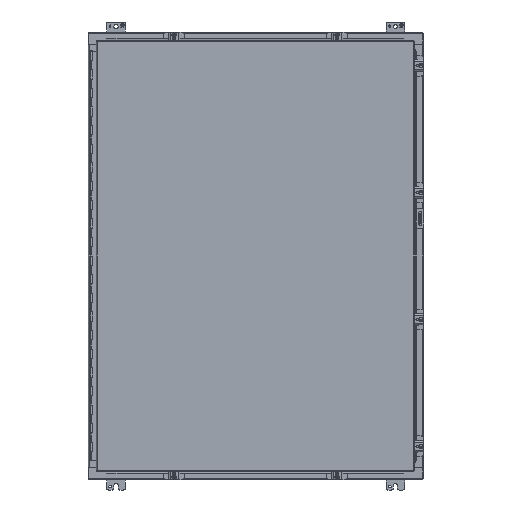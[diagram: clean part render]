
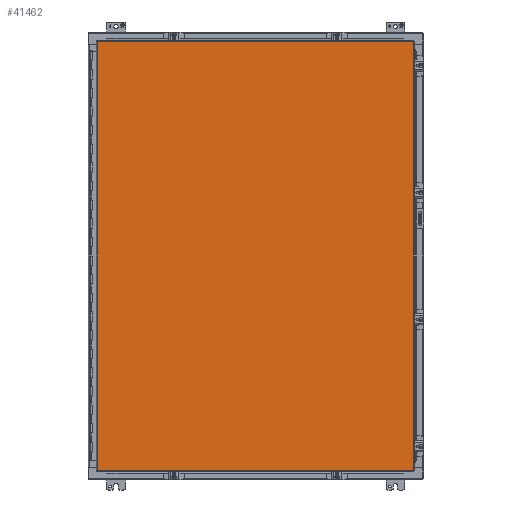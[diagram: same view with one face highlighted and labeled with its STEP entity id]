
A CAD part, front view. The second image highlights one B-rep face of the part: STEP entity #41462.
In plain terms, the highlighted planar face has unit normal (0, -1, 0).
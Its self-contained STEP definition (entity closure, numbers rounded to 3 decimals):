
#173 = CARTESIAN_POINT ( 'NONE',  ( -17.017, -13.21, -22.995 ) ) ;
#1908 = VERTEX_POINT ( 'NONE', #56020 ) ;
#2689 = DIRECTION ( 'NONE',  ( 0., 0., -1. ) ) ;
#3031 = FACE_OUTER_BOUND ( 'NONE', #70468, .T. ) ;
#5737 = ORIENTED_EDGE ( 'NONE', *, *, #39075, .F. ) ;
#6159 = CARTESIAN_POINT ( 'NONE',  ( 16.955, -13.21, -22.994 ) ) ;
#6514 = VERTEX_POINT ( 'NONE', #65021 ) ;
#7188 = ORIENTED_EDGE ( 'NONE', *, *, #27237, .F. ) ;
#7232 = LINE ( 'NONE', #6159, #21185 ) ;
#7770 = DIRECTION ( 'NONE',  ( 0., 0., -1. ) ) ;
#10557 = EDGE_CURVE ( 'NONE', #38537, #6514, #17703, .T. ) ;
#11773 = VECTOR ( 'NONE', #7770, 39.37 ) ;
#15268 = VERTEX_POINT ( 'NONE', #27362 ) ;
#17703 = LINE ( 'NONE', #39827, #42668 ) ;
#18452 = CARTESIAN_POINT ( 'NONE',  ( 16.955, -13.21, 22.994 ) ) ;
#19062 = PLANE ( 'NONE',  #25303 ) ;
#19319 = VECTOR ( 'NONE', #27918, 39.37 ) ;
#21185 = VECTOR ( 'NONE', #44667, 39.37 ) ;
#25303 = AXIS2_PLACEMENT_3D ( 'NONE', #68689, #41535, #2689 ) ;
#27237 = EDGE_CURVE ( 'NONE', #1908, #38537, #7232, .T. ) ;
#27362 = CARTESIAN_POINT ( 'NONE',  ( 16.955, -13.21, 22.994 ) ) ;
#27918 = DIRECTION ( 'NONE',  ( 1., 0., 0. ) ) ;
#28827 = LINE ( 'NONE', #18452, #11773 ) ;
#37755 = ORIENTED_EDGE ( 'NONE', *, *, #44563, .F. ) ;
#38537 = VERTEX_POINT ( 'NONE', #173 ) ;
#39075 = EDGE_CURVE ( 'NONE', #6514, #15268, #48598, .T. ) ;
#39827 = CARTESIAN_POINT ( 'NONE',  ( -17.017, -13.21, -22.994 ) ) ;
#41462 = ADVANCED_FACE ( 'NONE', ( #3031 ), #19062, .T. ) ;
#41535 = DIRECTION ( 'NONE',  ( 0., -1., 0. ) ) ;
#42094 = ORIENTED_EDGE ( 'NONE', *, *, #10557, .F. ) ;
#42668 = VECTOR ( 'NONE', #45532, 39.37 ) ;
#44563 = EDGE_CURVE ( 'NONE', #15268, #1908, #28827, .T. ) ;
#44667 = DIRECTION ( 'NONE',  ( -1., 0., 0. ) ) ;
#45532 = DIRECTION ( 'NONE',  ( 0., 0., 1. ) ) ;
#48598 = LINE ( 'NONE', #58967, #19319 ) ;
#56020 = CARTESIAN_POINT ( 'NONE',  ( 16.955, -13.21, -22.995 ) ) ;
#58967 = CARTESIAN_POINT ( 'NONE',  ( -17.017, -13.21, 22.994 ) ) ;
#65021 = CARTESIAN_POINT ( 'NONE',  ( -17.017, -13.21, 22.995 ) ) ;
#68689 = CARTESIAN_POINT ( 'NONE',  ( -17.017, -13.21, -22.994 ) ) ;
#70468 = EDGE_LOOP ( 'NONE', ( #37755, #5737, #42094, #7188 ) ) ;
